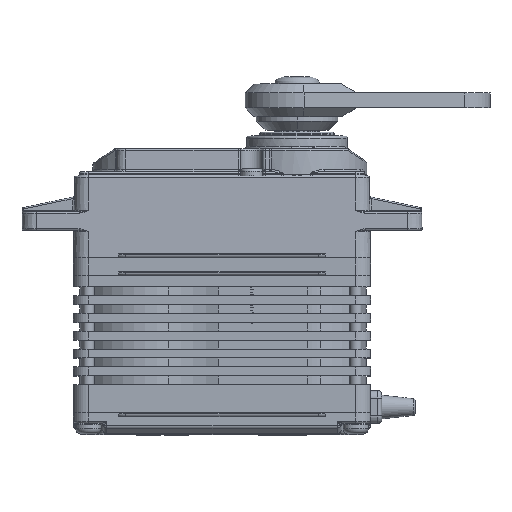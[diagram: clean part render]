
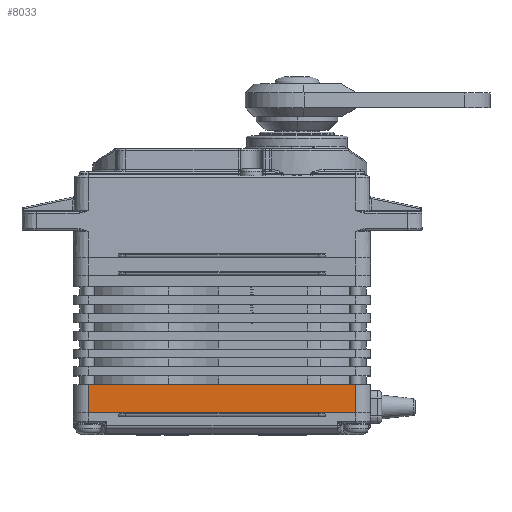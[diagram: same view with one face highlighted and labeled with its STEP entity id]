
A CAD part, top view. The second image highlights one B-rep face of the part: STEP entity #8033.
In plain terms, the highlighted planar face has unit normal (0, 0, 1).
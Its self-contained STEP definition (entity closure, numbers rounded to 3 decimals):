
#2364=DIRECTION('',(1.,0.,0.));
#2365=VECTOR('',#2364,36.);
#2366=CARTESIAN_POINT('',(-18.,0.,10.));
#2367=LINE('',#2366,#2365);
#3489=DIRECTION('',(1.,0.,0.));
#3490=VECTOR('',#3489,36.);
#3491=CARTESIAN_POINT('',(-18.,3.8,10.));
#3492=LINE('',#3491,#3490);
#3496=DIRECTION('',(0.,1.,0.));
#3497=VECTOR('',#3496,3.8);
#3498=CARTESIAN_POINT('',(-18.,0.,10.));
#3499=LINE('',#3498,#3497);
#3641=DIRECTION('',(0.,1.,0.));
#3642=VECTOR('',#3641,3.8);
#3643=CARTESIAN_POINT('',(18.,0.,10.));
#3644=LINE('',#3643,#3642);
#5928=CARTESIAN_POINT('',(-18.,0.,10.));
#5929=VERTEX_POINT('',#5928);
#5930=CARTESIAN_POINT('',(18.,0.,10.));
#5931=VERTEX_POINT('',#5930);
#6140=CARTESIAN_POINT('',(-18.,3.8,10.));
#6141=VERTEX_POINT('',#6140);
#6144=CARTESIAN_POINT('',(18.,3.8,10.));
#6145=VERTEX_POINT('',#6144);
#8020=CARTESIAN_POINT('',(-18.,0.,10.));
#8021=DIRECTION('',(0.,0.,1.));
#8022=DIRECTION('',(1.,0.,0.));
#8023=AXIS2_PLACEMENT_3D('',#8020,#8021,#8022);
#8024=PLANE('',#8023);
#8026=ORIENTED_EDGE('',*,*,#8025,.T.);
#8028=ORIENTED_EDGE('',*,*,#8027,.F.);
#8029=ORIENTED_EDGE('',*,*,#6597,.F.);
#8030=ORIENTED_EDGE('',*,*,#7841,.T.);
#8031=EDGE_LOOP('',(#8026,#8028,#8029,#8030));
#8032=FACE_OUTER_BOUND('',#8031,.F.);
#8033=ADVANCED_FACE('',(#8032),#8024,.T.);
#6597=EDGE_CURVE('',#5929,#5931,#2367,.T.);
#7841=EDGE_CURVE('',#5929,#6141,#3499,.T.);
#8025=EDGE_CURVE('',#6141,#6145,#3492,.T.);
#8027=EDGE_CURVE('',#5931,#6145,#3644,.T.);
